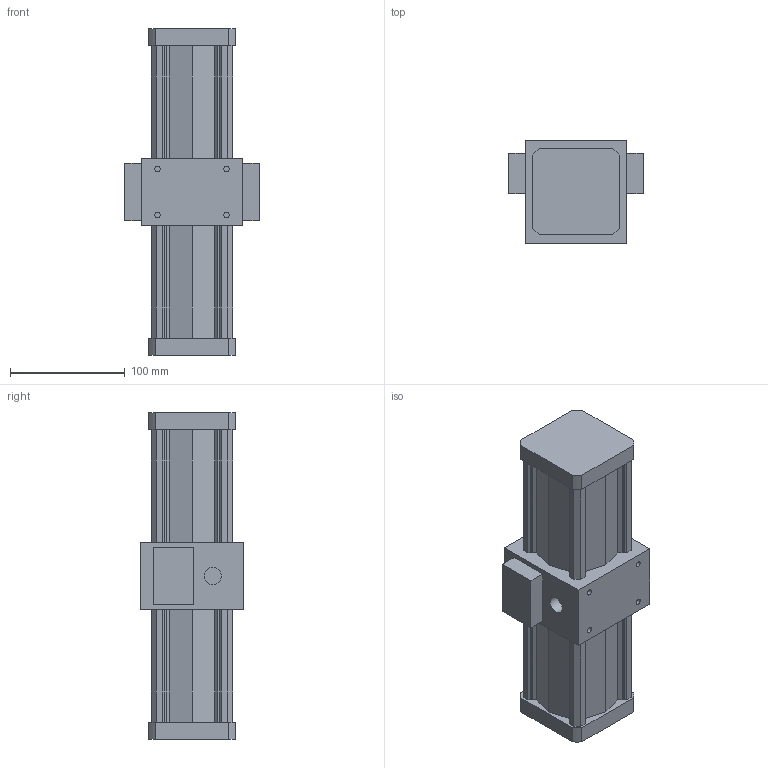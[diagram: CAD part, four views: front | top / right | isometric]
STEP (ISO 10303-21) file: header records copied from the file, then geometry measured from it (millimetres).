
FILE_DESCRIPTION((''),'2;1');
FILE_NAME('1763_80N.stp','2006-01-17T11:36:15',('rivolro1'),(''),'Autodesk Inventor 10','Autodesk Inventor 10','');
FILE_SCHEMA(('AUTOMOTIVE_DESIGN { 1 0 10303 214 1 1 1 1 }'));
Length unit declared in the file: millimetre
Products named in the file (1): 1763_80N
Bounding box: 117 x 90 x 284 mm (x, y, z)
Volume: 1528616.4 mm3; surface area: 117545 mm2
Topology: 1 solids, 1 shells, 160 faces, 426 edges, 284 vertices
Faces by surface type: plane 121, bspline 35, cylinder 4
Entity records: 5061 total; most frequent: CARTESIAN_POINT 1162, ORIENTED_EDGE 832, DIRECTION 704, EDGE_CURVE 416, VECTOR 380, LINE 380, VERTEX_POINT 284, EDGE_LOOP 186
